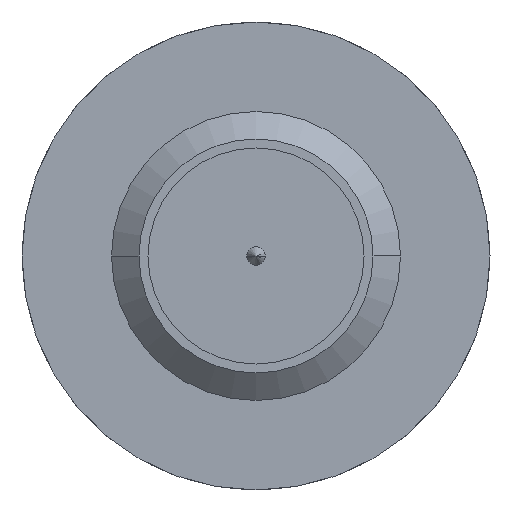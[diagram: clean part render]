
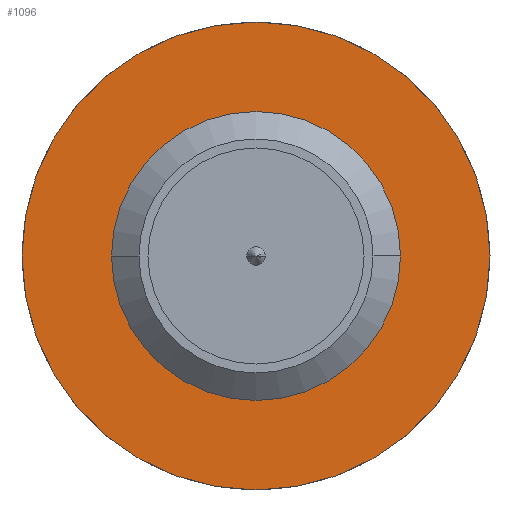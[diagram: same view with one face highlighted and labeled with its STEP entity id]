
A CAD part, front view. The second image highlights one B-rep face of the part: STEP entity #1096.
In plain terms, the highlighted planar face has unit normal (0, -1, 0).
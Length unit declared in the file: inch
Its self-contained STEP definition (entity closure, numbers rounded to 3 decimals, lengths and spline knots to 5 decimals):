
#2 = ORIENTED_EDGE ( 'NONE', *, *, #1283, .T. ) ;
#41 = CIRCLE ( 'NONE', #203, 0.19685 ) ;
#81 = DIRECTION ( 'NONE',  ( -1., 0., 0. ) ) ;
#126 = CARTESIAN_POINT ( 'NONE',  ( 0., 0., 0. ) ) ;
#147 = CARTESIAN_POINT ( 'NONE',  ( -0.3189, 0., 0. ) ) ;
#199 = EDGE_CURVE ( 'NONE', #1419, #1248, #315, .T. ) ;
#203 = AXIS2_PLACEMENT_3D ( 'NONE', #365, #1616, #740 ) ;
#238 = ORIENTED_EDGE ( 'NONE', *, *, #262, .F. ) ;
#262 = EDGE_CURVE ( 'NONE', #1248, #1419, #1377, .T. ) ;
#283 = AXIS2_PLACEMENT_3D ( 'NONE', #923, #1579, #930 ) ;
#288 = CARTESIAN_POINT ( 'NONE',  ( 0.19685, 0., 0. ) ) ;
#315 = CIRCLE ( 'NONE', #682, 0.3189 ) ;
#365 = CARTESIAN_POINT ( 'NONE',  ( 0., 0., 0. ) ) ;
#426 = VERTEX_POINT ( 'NONE', #1518 ) ;
#626 = DIRECTION ( 'NONE',  ( 0., 1., 0. ) ) ;
#682 = AXIS2_PLACEMENT_3D ( 'NONE', #126, #626, #81 ) ;
#687 = EDGE_LOOP ( 'NONE', ( #730, #2 ) ) ;
#728 = DIRECTION ( 'NONE',  ( 0., -1., 0. ) ) ;
#730 = ORIENTED_EDGE ( 'NONE', *, *, #1512, .T. ) ;
#740 = DIRECTION ( 'NONE',  ( -1., 0., 0. ) ) ;
#781 = ORIENTED_EDGE ( 'NONE', *, *, #199, .F. ) ;
#840 = VERTEX_POINT ( 'NONE', #288 ) ;
#862 = DIRECTION ( 'NONE',  ( 0., 1., 0. ) ) ;
#864 = DIRECTION ( 'NONE',  ( 1., 0., 0. ) ) ;
#875 = CARTESIAN_POINT ( 'NONE',  ( -0.19685, 0., 0. ) ) ;
#923 = CARTESIAN_POINT ( 'NONE',  ( 0., 0., 0. ) ) ;
#930 = DIRECTION ( 'NONE',  ( -1., 0., 0. ) ) ;
#935 = AXIS2_PLACEMENT_3D ( 'NONE', #1367, #862, #1625 ) ;
#967 = CARTESIAN_POINT ( 'NONE',  ( 0.3189, 0., 0. ) ) ;
#982 = EDGE_LOOP ( 'NONE', ( #781, #238 ) ) ;
#986 = PLANE ( 'NONE',  #1461 ) ;
#1096 = ADVANCED_FACE ( 'NONE', ( #1375, #1649 ), #986, .T. ) ;
#1248 = VERTEX_POINT ( 'NONE', #967 ) ;
#1283 = EDGE_CURVE ( 'NONE', #840, #426, #41, .T. ) ;
#1367 = CARTESIAN_POINT ( 'NONE',  ( 0., 0., 0. ) ) ;
#1375 = FACE_BOUND ( 'NONE', #687, .T. ) ;
#1377 = CIRCLE ( 'NONE', #935, 0.3189 ) ;
#1419 = VERTEX_POINT ( 'NONE', #147 ) ;
#1461 = AXIS2_PLACEMENT_3D ( 'NONE', #875, #728, #864 ) ;
#1512 = EDGE_CURVE ( 'NONE', #426, #840, #1591, .T. ) ;
#1518 = CARTESIAN_POINT ( 'NONE',  ( -0.19685, 0., 0. ) ) ;
#1579 = DIRECTION ( 'NONE',  ( 0., 1., 0. ) ) ;
#1591 = CIRCLE ( 'NONE', #283, 0.19685 ) ;
#1616 = DIRECTION ( 'NONE',  ( 0., 1., 0. ) ) ;
#1625 = DIRECTION ( 'NONE',  ( -1., 0., 0. ) ) ;
#1649 = FACE_OUTER_BOUND ( 'NONE', #982, .T. ) ;
